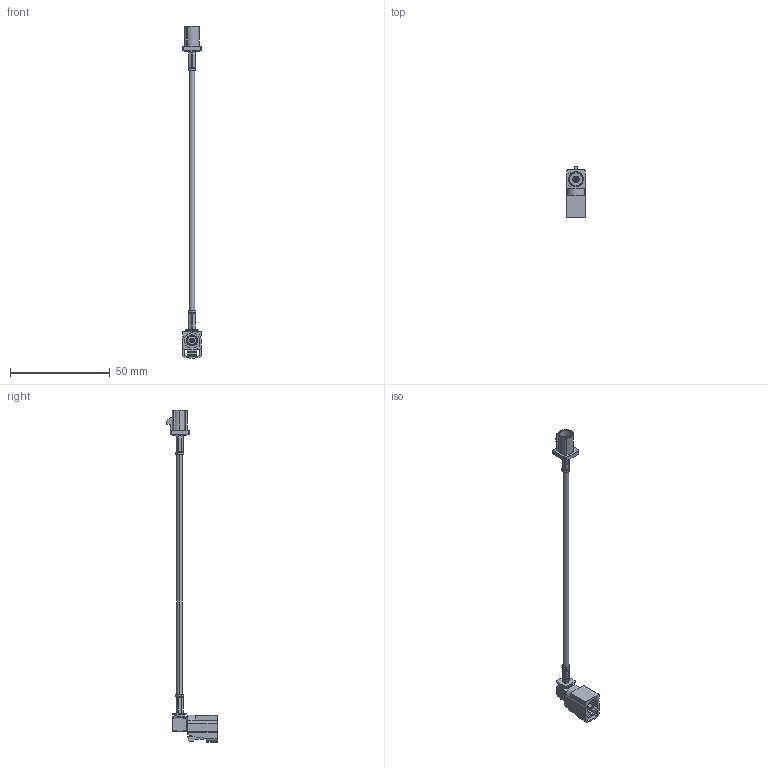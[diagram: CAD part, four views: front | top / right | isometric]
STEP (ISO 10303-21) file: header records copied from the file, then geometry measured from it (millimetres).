
FILE_DESCRIPTION (( 'STEP AP203' ), '1' );
FILE_NAME ('PE38753H.step', '2018-05-22T19:54:43', ( '' ), ( '' ), 'SwSTEP 2.0', 'SolidWorks 2017', '' );
FILE_SCHEMA (( 'CONFIG_CONTROL_DESIGN' ));
Length unit declared in the file: inch
Products named in the file (5): Copy of PE45404^PE38753H_D; Copy of Ferrule^PE38753H_OD.157[4.0] X ID.126[3.2] X L.374[9.5]; PE38753H; Copy of PE44648^PE38753H_H; Copy of Coax Cable^PE38753H_RG174A-U
Assembly tree (5 placements, depth 2):
  PE38753H
    Copy of Coax Cable^PE38753H_RG174A-U
    Copy of PE45404^PE38753H_D
    Copy of PE44648^PE38753H_H
    Copy of Ferrule^PE38753H_OD.157[4.0] X ID.126[3.2] X L.374[9.5]  x2
Bounding box: 9.5 x 25.19 x 166.36 mm (x, y, z)
Volume: 2916.9 mm3; surface area: 4532.8 mm2
Topology: 6 solids, 6 shells, 408 faces, 1080 edges, 705 vertices
Faces by surface type: plane 201, cylinder 142, cone 40, bspline 17, torus 8
Entity records: 14051 total; most frequent: CARTESIAN_POINT 4886, ORIENTED_EDGE 1848, DIRECTION 1750, EDGE_CURVE 924, AXIS2_PLACEMENT_3D 641, VERTEX_POINT 601, LINE 468, VECTOR 468
